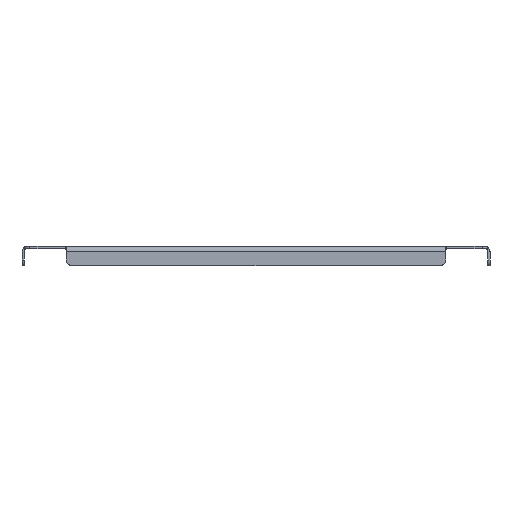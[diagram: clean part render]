
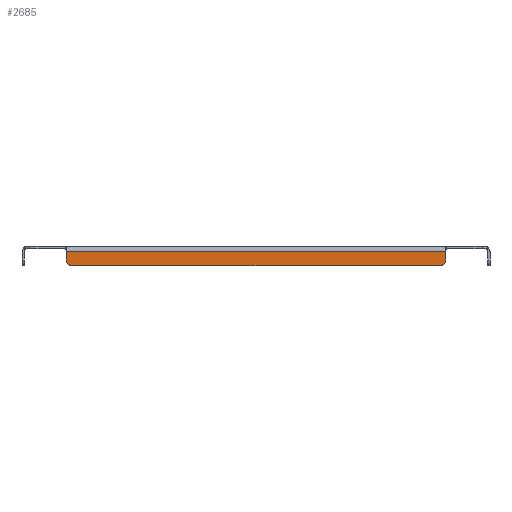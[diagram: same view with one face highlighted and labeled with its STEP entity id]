
A CAD part, front view. The second image highlights one B-rep face of the part: STEP entity #2685.
In plain terms, the highlighted planar face has unit normal (0, -1, 0).
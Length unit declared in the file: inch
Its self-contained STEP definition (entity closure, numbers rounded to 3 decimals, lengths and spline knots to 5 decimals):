
#39 = EDGE_CURVE ( 'NONE', #2895, #2412, #181, .T. ) ;
#140 = CARTESIAN_POINT ( 'NONE',  ( -8.24175, -13.47075, -0.608 ) ) ;
#174 = DIRECTION ( 'NONE',  ( 0., -1., 0. ) ) ;
#181 = CIRCLE ( 'NONE', #1051, 0.25 ) ;
#313 = EDGE_CURVE ( 'NONE', #2796, #2624, #2516, .T. ) ;
#352 = LINE ( 'NONE', #3026, #1338 ) ;
#471 = VERTEX_POINT ( 'NONE', #2917 ) ;
#579 = CIRCLE ( 'NONE', #2226, 0.25 ) ;
#608 = DIRECTION ( 'NONE',  ( 0., 0., -1. ) ) ;
#709 = CARTESIAN_POINT ( 'NONE',  ( -8.49175, -13.47075, -0.2465 ) ) ;
#751 = CARTESIAN_POINT ( 'NONE',  ( -8.24175, -13.47075, -0.858 ) ) ;
#785 = ORIENTED_EDGE ( 'NONE', *, *, #1609, .T. ) ;
#854 = CARTESIAN_POINT ( 'NONE',  ( -10.36675, -13.47075, -0.858 ) ) ;
#868 = DIRECTION ( 'NONE',  ( 1., 0., 0. ) ) ;
#869 = DIRECTION ( 'NONE',  ( 1., 0., 0. ) ) ;
#882 = DIRECTION ( 'NONE',  ( 0., 0., -1. ) ) ;
#929 = DIRECTION ( 'NONE',  ( 0., 0., -1. ) ) ;
#951 = ORIENTED_EDGE ( 'NONE', *, *, #2282, .T. ) ;
#1018 = EDGE_CURVE ( 'NONE', #2796, #2895, #352, .T. ) ;
#1051 = AXIS2_PLACEMENT_3D ( 'NONE', #140, #1122, #882 ) ;
#1086 = CARTESIAN_POINT ( 'NONE',  ( 8.49175, -13.47075, -0.2465 ) ) ;
#1122 = DIRECTION ( 'NONE',  ( 0., -1., 0. ) ) ;
#1130 = FACE_OUTER_BOUND ( 'NONE', #3139, .T. ) ;
#1328 = PLANE ( 'NONE',  #2274 ) ;
#1338 = VECTOR ( 'NONE', #608, 39.37008 ) ;
#1339 = DIRECTION ( 'NONE',  ( 0., -1., 0. ) ) ;
#1404 = ORIENTED_EDGE ( 'NONE', *, *, #1490, .T. ) ;
#1486 = ORIENTED_EDGE ( 'NONE', *, *, #39, .T. ) ;
#1490 = EDGE_CURVE ( 'NONE', #2412, #1683, #3014, .T. ) ;
#1567 = CARTESIAN_POINT ( 'NONE',  ( 8.49175, -13.47075, 0. ) ) ;
#1609 = EDGE_CURVE ( 'NONE', #1683, #471, #579, .T. ) ;
#1640 = CARTESIAN_POINT ( 'NONE',  ( 8.24175, -13.47075, -0.608 ) ) ;
#1671 = VECTOR ( 'NONE', #868, 39.37008 ) ;
#1683 = VERTEX_POINT ( 'NONE', #3143 ) ;
#1757 = ORIENTED_EDGE ( 'NONE', *, *, #313, .F. ) ;
#1962 = VECTOR ( 'NONE', #2362, 39.37008 ) ;
#2080 = VECTOR ( 'NONE', #869, 39.37008 ) ;
#2112 = DIRECTION ( 'NONE',  ( 0., 0., -1. ) ) ;
#2226 = AXIS2_PLACEMENT_3D ( 'NONE', #1640, #174, #929 ) ;
#2274 = AXIS2_PLACEMENT_3D ( 'NONE', #2557, #1339, #2112 ) ;
#2282 = EDGE_CURVE ( 'NONE', #471, #2624, #2549, .T. ) ;
#2362 = DIRECTION ( 'NONE',  ( 0., 0., 1. ) ) ;
#2412 = VERTEX_POINT ( 'NONE', #751 ) ;
#2516 = LINE ( 'NONE', #3074, #2080 ) ;
#2549 = LINE ( 'NONE', #1567, #1962 ) ;
#2557 = CARTESIAN_POINT ( 'NONE',  ( -10.36675, -13.47075, 0. ) ) ;
#2624 = VERTEX_POINT ( 'NONE', #1086 ) ;
#2685 = ADVANCED_FACE ( 'NONE', ( #1130 ), #1328, .T. ) ;
#2796 = VERTEX_POINT ( 'NONE', #709 ) ;
#2895 = VERTEX_POINT ( 'NONE', #3177 ) ;
#2917 = CARTESIAN_POINT ( 'NONE',  ( 8.49175, -13.47075, -0.608 ) ) ;
#3014 = LINE ( 'NONE', #854, #1671 ) ;
#3026 = CARTESIAN_POINT ( 'NONE',  ( -8.49175, -13.47075, 0. ) ) ;
#3038 = ORIENTED_EDGE ( 'NONE', *, *, #1018, .T. ) ;
#3074 = CARTESIAN_POINT ( 'NONE',  ( 8.49175, -13.47075, -0.2465 ) ) ;
#3139 = EDGE_LOOP ( 'NONE', ( #3038, #1486, #1404, #785, #951, #1757 ) ) ;
#3143 = CARTESIAN_POINT ( 'NONE',  ( 8.24175, -13.47075, -0.858 ) ) ;
#3177 = CARTESIAN_POINT ( 'NONE',  ( -8.49175, -13.47075, -0.608 ) ) ;
